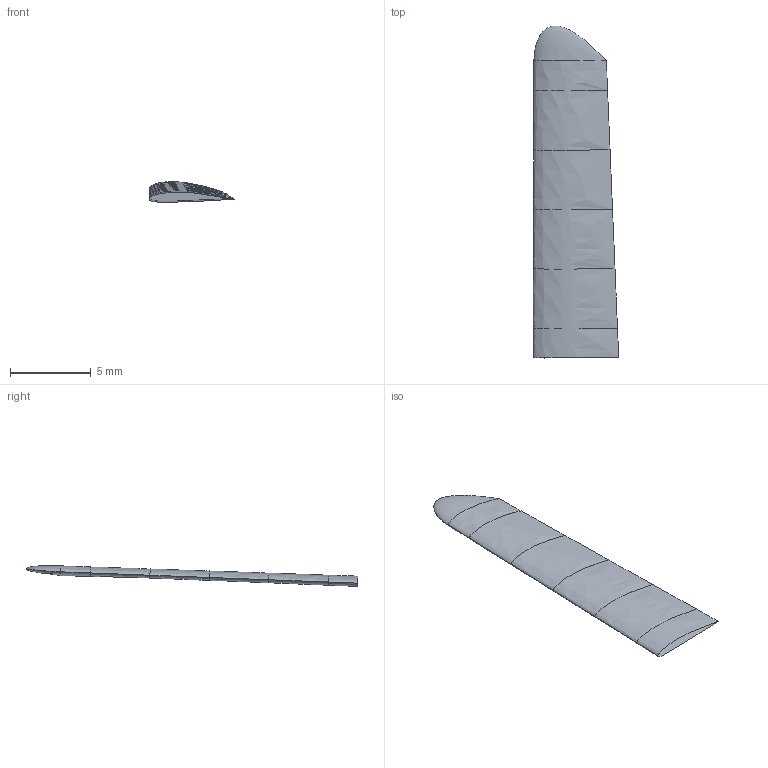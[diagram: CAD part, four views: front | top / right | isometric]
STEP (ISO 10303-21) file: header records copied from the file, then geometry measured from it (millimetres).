
FILE_DESCRIPTION((''),'1');
FILE_NAME('outfile.stp','2023-04-02T22:04:05',(''),(''),'','','');
FILE_SCHEMA(('CONFIG_CONTROL_DESIGN'));
Length unit declared in the file: millimetre
Bounding box: 5.28 x 20.51 x 1.28 mm (x, y, z)
Surface area: 209.2 mm2 (no closed solid volume)
Topology: 0 solids, 6 shells, 9 faces, 31 edges, 24 vertices
Faces by surface type: plane 5, bspline 4
Entity records: 4198 total; most frequent: CARTESIAN_POINT 3936, VERTEX_POINT 54, ORIENTED_EDGE 42, B_SPLINE_CURVE_WITH_KNOTS 27, EDGE_CURVE 27, DIRECTION 14, EDGE_LOOP 9, FACE_OUTER_BOUND 9
